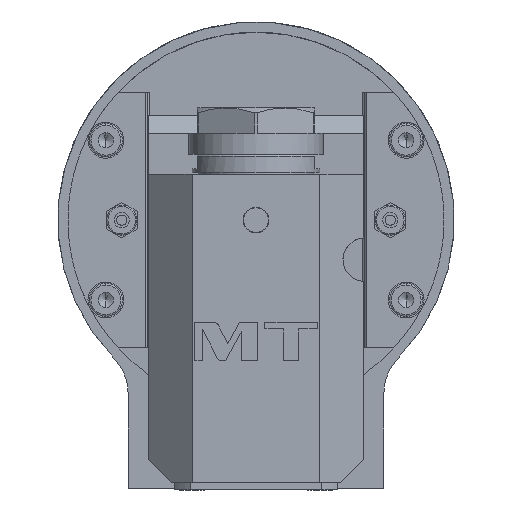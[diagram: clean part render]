
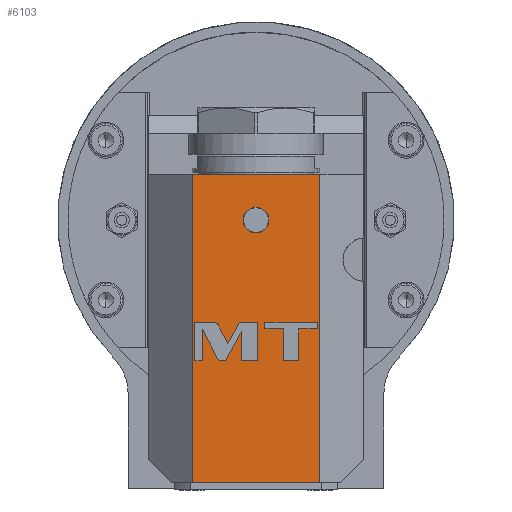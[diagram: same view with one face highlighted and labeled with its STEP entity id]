
A CAD part, left-side view. The second image highlights one B-rep face of the part: STEP entity #6103.
In plain terms, the highlighted planar face has unit normal (-1, 0, 0).
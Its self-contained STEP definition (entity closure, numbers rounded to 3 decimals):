
#779=DIRECTION('',(0.,0.,-1.));
#780=VECTOR('',#779,120.5);
#781=CARTESIAN_POINT('',(-126.5,25.,38.));
#782=LINE('',#781,#780);
#783=DIRECTION('',(0.,1.,0.));
#784=VECTOR('',#783,50.);
#785=CARTESIAN_POINT('',(-126.5,-25.,38.));
#786=LINE('',#785,#784);
#787=DIRECTION('',(0.,0.,1.));
#788=VECTOR('',#787,120.5);
#789=CARTESIAN_POINT('',(-126.5,-25.,-82.5));
#790=LINE('',#789,#788);
#791=DIRECTION('',(0.,1.,0.));
#792=VECTOR('',#791,50.);
#793=CARTESIAN_POINT('',(-126.5,-25.,-82.5));
#794=LINE('',#793,#792);
#795=CARTESIAN_POINT('',(-126.5,0.,20.));
#796=DIRECTION('',(-1.,0.,0.));
#797=DIRECTION('',(0.,1.,0.));
#798=AXIS2_PLACEMENT_3D('',#795,#796,#797);
#800=CARTESIAN_POINT('',(-126.5,0.,20.));
#801=DIRECTION('',(-1.,0.,0.));
#802=DIRECTION('',(0.,-1.,0.));
#803=AXIS2_PLACEMENT_3D('',#800,#801,#802);
#805=CARTESIAN_POINT('',(-126.5,14.827,-20.977));
#806=CARTESIAN_POINT('',(-126.5,15.139,-20.374));
#807=CARTESIAN_POINT('',(-126.5,15.754,-20.));
#808=CARTESIAN_POINT('',(-126.5,16.432,-20.));
#810=DIRECTION('',(0.,1.,0.));
#811=VECTOR('',#810,7.541);
#812=CARTESIAN_POINT('',(-126.5,16.432,-20.));
#813=LINE('',#812,#811);
#814=DIRECTION('',(0.,0.,-1.));
#815=VECTOR('',#814,15.);
#816=CARTESIAN_POINT('',(-126.5,23.973,-20.));
#817=LINE('',#816,#815);
#818=DIRECTION('',(0.,-1.,0.));
#819=VECTOR('',#818,3.12);
#820=CARTESIAN_POINT('',(-126.5,23.973,-35.));
#821=LINE('',#820,#819);
#822=DIRECTION('',(0.,0.,1.));
#823=VECTOR('',#822,12.152);
#824=CARTESIAN_POINT('',(-126.5,20.853,-35.));
#825=LINE('',#824,#823);
#826=DIRECTION('',(0.,-0.459,-0.888));
#827=VECTOR('',#826,12.58);
#828=CARTESIAN_POINT('',(-126.5,20.853,-22.848));
#829=LINE('',#828,#827);
#830=CARTESIAN_POINT('',(-126.5,15.075,-34.023));
#831=CARTESIAN_POINT('',(-126.5,14.763,-34.626));
#832=CARTESIAN_POINT('',(-126.5,14.147,-35.));
#833=CARTESIAN_POINT('',(-126.5,13.469,-35.));
#835=DIRECTION('',(0.,-1.,0.));
#836=VECTOR('',#835,1.565);
#837=CARTESIAN_POINT('',(-126.5,13.469,-35.));
#838=LINE('',#837,#836);
#839=DIRECTION('',(0.,-0.481,0.877));
#840=VECTOR('',#839,13.015);
#841=CARTESIAN_POINT('',(-126.5,11.904,-35.));
#842=LINE('',#841,#840);
#843=DIRECTION('',(0.,0.,-1.));
#844=VECTOR('',#843,11.409);
#845=CARTESIAN_POINT('',(-126.5,5.641,-23.591));
#846=LINE('',#845,#844);
#847=DIRECTION('',(0.,-1.,0.));
#848=VECTOR('',#847,6.312);
#849=CARTESIAN_POINT('',(-126.5,5.641,-35.));
#850=LINE('',#849,#848);
#851=DIRECTION('',(0.,0.,1.));
#852=VECTOR('',#851,15.);
#853=CARTESIAN_POINT('',(-126.5,-0.671,-35.));
#854=LINE('',#853,#852);
#855=DIRECTION('',(0.,1.,0.));
#856=VECTOR('',#855,7.116);
#857=CARTESIAN_POINT('',(-126.5,-0.671,-20.));
#858=LINE('',#857,#856);
#859=DIRECTION('',(0.,0.481,-0.877));
#860=VECTOR('',#859,9.511);
#861=CARTESIAN_POINT('',(-126.5,6.445,-20.));
#862=LINE('',#861,#860);
#863=DIRECTION('',(0.,0.459,0.888));
#864=VECTOR('',#863,8.286);
#865=CARTESIAN_POINT('',(-126.5,11.022,-28.337));
#866=LINE('',#865,#864);
#867=DIRECTION('',(0.,0.,-1.));
#868=VECTOR('',#867,12.446);
#869=CARTESIAN_POINT('',(-126.5,-10.759,-22.554));
#870=LINE('',#869,#868);
#871=DIRECTION('',(0.,-1.,0.));
#872=VECTOR('',#871,5.942);
#873=CARTESIAN_POINT('',(-126.5,-10.759,-35.));
#874=LINE('',#873,#872);
#875=DIRECTION('',(0.,0.,1.));
#876=VECTOR('',#875,12.446);
#877=CARTESIAN_POINT('',(-126.5,-16.701,-35.));
#878=LINE('',#877,#876);
#879=DIRECTION('',(0.,-1.,0.));
#880=VECTOR('',#879,7.272);
#881=CARTESIAN_POINT('',(-126.5,-16.701,-22.554));
#882=LINE('',#881,#880);
#883=DIRECTION('',(0.,0.,1.));
#884=VECTOR('',#883,2.554);
#885=CARTESIAN_POINT('',(-126.5,-23.973,-22.554));
#886=LINE('',#885,#884);
#887=DIRECTION('',(0.,1.,0.));
#888=VECTOR('',#887,20.486);
#889=CARTESIAN_POINT('',(-126.5,-23.973,-20.));
#890=LINE('',#889,#888);
#891=DIRECTION('',(0.,0.,-1.));
#892=VECTOR('',#891,2.554);
#893=CARTESIAN_POINT('',(-126.5,-3.487,-20.));
#894=LINE('',#893,#892);
#895=DIRECTION('',(0.,-1.,0.));
#896=VECTOR('',#895,7.272);
#897=CARTESIAN_POINT('',(-126.5,-3.487,-22.554));
#898=LINE('',#897,#896);
#4824=CARTESIAN_POINT('',(-126.5,25.,-82.5));
#4826=VERTEX_POINT('',#4824);
#4832=CARTESIAN_POINT('',(-126.5,25.,38.));
#4833=VERTEX_POINT('',#4832);
#4834=CARTESIAN_POINT('',(-126.5,-25.,38.));
#4836=VERTEX_POINT('',#4834);
#4839=CARTESIAN_POINT('',(-126.5,-25.,-82.5));
#4841=VERTEX_POINT('',#4839);
#4894=CARTESIAN_POINT('',(-126.5,5.,20.));
#4895=CARTESIAN_POINT('',(-126.5,-5.,20.));
#4896=VERTEX_POINT('',#4894);
#4897=VERTEX_POINT('',#4895);
#5081=VERTEX_POINT('',#805);
#5082=VERTEX_POINT('',#808);
#5083=CARTESIAN_POINT('',(-126.5,23.973,-20.));
#5084=VERTEX_POINT('',#5083);
#5085=CARTESIAN_POINT('',(-126.5,23.973,-35.));
#5086=VERTEX_POINT('',#5085);
#5087=CARTESIAN_POINT('',(-126.5,20.853,-35.));
#5088=VERTEX_POINT('',#5087);
#5089=CARTESIAN_POINT('',(-126.5,20.853,-22.848));
#5090=VERTEX_POINT('',#5089);
#5091=CARTESIAN_POINT('',(-126.5,15.075,-34.023));
#5092=VERTEX_POINT('',#5091);
#5093=VERTEX_POINT('',#833);
#5094=CARTESIAN_POINT('',(-126.5,11.904,-35.));
#5095=VERTEX_POINT('',#5094);
#5096=CARTESIAN_POINT('',(-126.5,5.641,-23.591));
#5097=VERTEX_POINT('',#5096);
#5098=CARTESIAN_POINT('',(-126.5,5.641,-35.));
#5099=VERTEX_POINT('',#5098);
#5100=CARTESIAN_POINT('',(-126.5,-0.671,-35.));
#5101=VERTEX_POINT('',#5100);
#5102=CARTESIAN_POINT('',(-126.5,-0.671,-20.));
#5103=VERTEX_POINT('',#5102);
#5104=CARTESIAN_POINT('',(-126.5,6.445,-20.));
#5105=VERTEX_POINT('',#5104);
#5106=CARTESIAN_POINT('',(-126.5,11.022,-28.337));
#5107=VERTEX_POINT('',#5106);
#5108=CARTESIAN_POINT('',(-126.5,-10.759,-22.554));
#5109=CARTESIAN_POINT('',(-126.5,-10.759,-35.));
#5110=VERTEX_POINT('',#5108);
#5111=VERTEX_POINT('',#5109);
#5112=CARTESIAN_POINT('',(-126.5,-16.701,-35.));
#5113=VERTEX_POINT('',#5112);
#5114=CARTESIAN_POINT('',(-126.5,-16.701,-22.554));
#5115=VERTEX_POINT('',#5114);
#5116=CARTESIAN_POINT('',(-126.5,-23.973,-22.554));
#5117=VERTEX_POINT('',#5116);
#5118=CARTESIAN_POINT('',(-126.5,-23.973,-20.));
#5119=VERTEX_POINT('',#5118);
#5120=CARTESIAN_POINT('',(-126.5,-3.487,-20.));
#5121=VERTEX_POINT('',#5120);
#5122=CARTESIAN_POINT('',(-126.5,-3.487,-22.554));
#5123=VERTEX_POINT('',#5122);
#6036=CARTESIAN_POINT('',(-126.5,0.,20.));
#6037=DIRECTION('',(1.,0.,0.));
#6038=DIRECTION('',(0.,1.,0.));
#6039=AXIS2_PLACEMENT_3D('',#6036,#6037,#6038);
#6040=PLANE('',#6039);
#6041=ORIENTED_EDGE('',*,*,#5985,.F.);
#6042=ORIENTED_EDGE('',*,*,#6013,.F.);
#6043=ORIENTED_EDGE('',*,*,#5919,.F.);
#6044=ORIENTED_EDGE('',*,*,#5946,.T.);
#6045=EDGE_LOOP('',(#6041,#6042,#6043,#6044));
#6046=FACE_OUTER_BOUND('',#6045,.F.);
#6048=ORIENTED_EDGE('',*,*,#6047,.T.);
#6050=ORIENTED_EDGE('',*,*,#6049,.T.);
#6051=EDGE_LOOP('',(#6048,#6050));
#6052=FACE_BOUND('',#6051,.F.);
#6054=ORIENTED_EDGE('',*,*,#6053,.T.);
#6056=ORIENTED_EDGE('',*,*,#6055,.T.);
#6058=ORIENTED_EDGE('',*,*,#6057,.T.);
#6060=ORIENTED_EDGE('',*,*,#6059,.T.);
#6062=ORIENTED_EDGE('',*,*,#6061,.T.);
#6064=ORIENTED_EDGE('',*,*,#6063,.T.);
#6066=ORIENTED_EDGE('',*,*,#6065,.T.);
#6068=ORIENTED_EDGE('',*,*,#6067,.T.);
#6070=ORIENTED_EDGE('',*,*,#6069,.T.);
#6072=ORIENTED_EDGE('',*,*,#6071,.T.);
#6074=ORIENTED_EDGE('',*,*,#6073,.T.);
#6076=ORIENTED_EDGE('',*,*,#6075,.T.);
#6078=ORIENTED_EDGE('',*,*,#6077,.T.);
#6080=ORIENTED_EDGE('',*,*,#6079,.T.);
#6082=ORIENTED_EDGE('',*,*,#6081,.T.);
#6083=EDGE_LOOP('',(#6054,#6056,#6058,#6060,#6062,#6064,#6066,#6068,#6070,#6072,
#6074,#6076,#6078,#6080,#6082));
#6084=FACE_BOUND('',#6083,.F.);
#6086=ORIENTED_EDGE('',*,*,#6085,.T.);
#6088=ORIENTED_EDGE('',*,*,#6087,.T.);
#6090=ORIENTED_EDGE('',*,*,#6089,.T.);
#6092=ORIENTED_EDGE('',*,*,#6091,.T.);
#6094=ORIENTED_EDGE('',*,*,#6093,.T.);
#6096=ORIENTED_EDGE('',*,*,#6095,.T.);
#6098=ORIENTED_EDGE('',*,*,#6097,.T.);
#6100=ORIENTED_EDGE('',*,*,#6099,.T.);
#6101=EDGE_LOOP('',(#6086,#6088,#6090,#6092,#6094,#6096,#6098,#6100));
#6102=FACE_BOUND('',#6101,.F.);
#6103=ADVANCED_FACE('',(#6046,#6052,#6084,#6102),#6040,.F.);
#799=CIRCLE('',#798,5.);
#804=CIRCLE('',#803,5.);
#809=B_SPLINE_CURVE_WITH_KNOTS('',3,(#805,#806,#807,#808),.UNSPECIFIED.,.F.,.F.,
(4,4),(0.,1.),.UNSPECIFIED.);
#834=B_SPLINE_CURVE_WITH_KNOTS('',3,(#830,#831,#832,#833),.UNSPECIFIED.,.F.,.F.,
(4,4),(0.,1.),.UNSPECIFIED.);
#5919=EDGE_CURVE('',#4841,#4836,#790,.T.);
#5946=EDGE_CURVE('',#4841,#4826,#794,.T.);
#5985=EDGE_CURVE('',#4833,#4826,#782,.T.);
#6013=EDGE_CURVE('',#4836,#4833,#786,.T.);
#6047=EDGE_CURVE('',#4896,#4897,#799,.T.);
#6049=EDGE_CURVE('',#4897,#4896,#804,.T.);
#6053=EDGE_CURVE('',#5081,#5082,#809,.T.);
#6055=EDGE_CURVE('',#5082,#5084,#813,.T.);
#6057=EDGE_CURVE('',#5084,#5086,#817,.T.);
#6059=EDGE_CURVE('',#5086,#5088,#821,.T.);
#6061=EDGE_CURVE('',#5088,#5090,#825,.T.);
#6063=EDGE_CURVE('',#5090,#5092,#829,.T.);
#6065=EDGE_CURVE('',#5092,#5093,#834,.T.);
#6067=EDGE_CURVE('',#5093,#5095,#838,.T.);
#6069=EDGE_CURVE('',#5095,#5097,#842,.T.);
#6071=EDGE_CURVE('',#5097,#5099,#846,.T.);
#6073=EDGE_CURVE('',#5099,#5101,#850,.T.);
#6075=EDGE_CURVE('',#5101,#5103,#854,.T.);
#6077=EDGE_CURVE('',#5103,#5105,#858,.T.);
#6079=EDGE_CURVE('',#5105,#5107,#862,.T.);
#6081=EDGE_CURVE('',#5107,#5081,#866,.T.);
#6085=EDGE_CURVE('',#5110,#5111,#870,.T.);
#6087=EDGE_CURVE('',#5111,#5113,#874,.T.);
#6089=EDGE_CURVE('',#5113,#5115,#878,.T.);
#6091=EDGE_CURVE('',#5115,#5117,#882,.T.);
#6093=EDGE_CURVE('',#5117,#5119,#886,.T.);
#6095=EDGE_CURVE('',#5119,#5121,#890,.T.);
#6097=EDGE_CURVE('',#5121,#5123,#894,.T.);
#6099=EDGE_CURVE('',#5123,#5110,#898,.T.);
